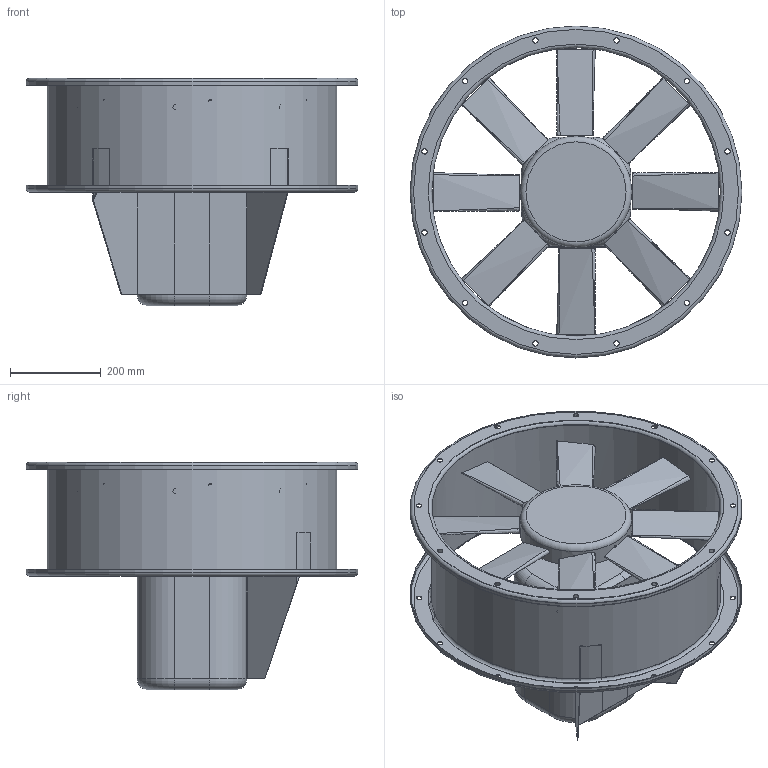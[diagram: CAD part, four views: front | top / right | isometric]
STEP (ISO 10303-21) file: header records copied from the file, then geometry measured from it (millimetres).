
FILE_DESCRIPTION (( 'STEP AP203' ), '1' );
FILE_NAME ('CC_630.STEP', '2022-12-20T16:10:36', ( '' ), ( '' ), 'SwSTEP 2.0', 'SolidWorks 2022', '' );
FILE_SCHEMA (( 'CONFIG_CONTROL_DESIGN' ));
Length unit declared in the file: millimetre
Products named in the file (1): CC_630
Bounding box: 730 x 730 x 500 mm (x, y, z)
Volume: 22424628.2 mm3; surface area: 2513147.6 mm2
Topology: 1 solids, 1 shells, 149 faces, 381 edges, 253 vertices
Faces by surface type: cylinder 54, plane 46, bspline 32, torus 17
Full cylindrical faces by diameter (mm): 6.255 x8, 12 x24, 63.5 x1, 245.186 x1, 635 x1, 637.4 x1, 727.6 x2, 730 x2
Entity records: 5710 total; most frequent: CARTESIAN_POINT 2169, DIRECTION 702, ORIENTED_EDGE 630, EDGE_CURVE 315, AXIS2_PLACEMENT_3D 278, EDGE_LOOP 270, VERTEX_POINT 237, FACE_OUTER_BOUND 198
